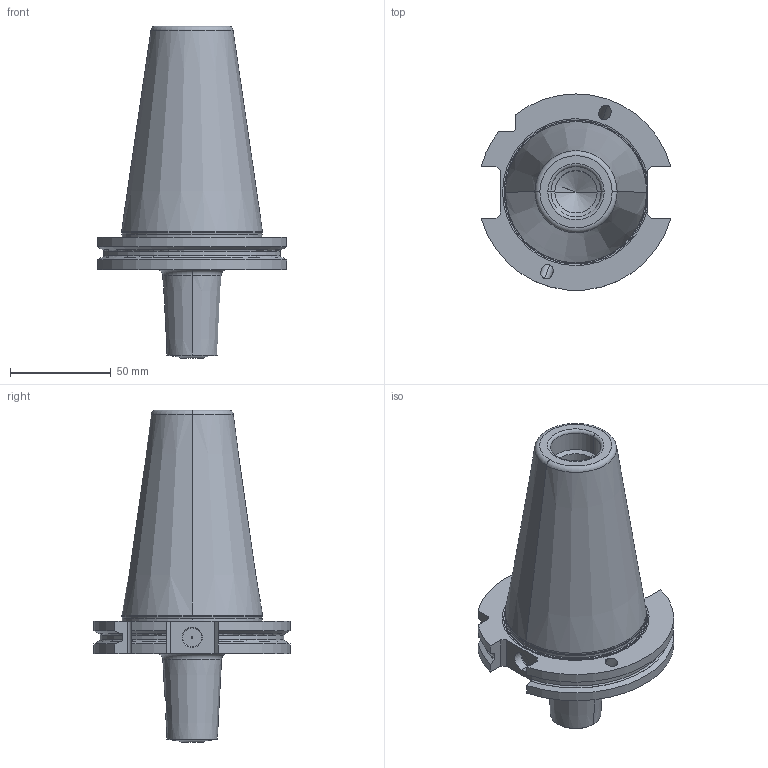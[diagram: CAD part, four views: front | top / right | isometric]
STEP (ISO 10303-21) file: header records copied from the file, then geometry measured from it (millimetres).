
FILE_DESCRIPTION((''),'2;1');
FILE_NAME('607225296-000-01-E43','2025-02-21T11:38:40',('muellerst1'),(''),'CREO PARAMETRIC BY PTC INC, 2021184','CREO PARAMETRIC BY PTC INC, 2021184','');
FILE_SCHEMA(('AP242_MANAGED_MODEL_BASED_3D_ENGINEERING_MIM_LF { 1 0 10303 442 1 1 4 }'));
Length unit declared in the file: millimetre
Products named in the file (1): 607225296-000-01-E43
Bounding box: 94.05 x 97.31 x 164.75 mm (x, y, z)
Volume: 362097.6 mm3; surface area: 46297.1 mm2
Topology: 1 solids, 2 shells, 202 faces, 468 edges, 278 vertices
Faces by surface type: cone 67, cylinder 60, plane 50, torus 25
Entity records: 9284 total; most frequent: CARTESIAN_POINT 2727, DIRECTION 993, ORIENTED_EDGE 924, PRESENTATION_STYLE_ASSIGNMENT 471, STYLED_ITEM 471, CURVE_STYLE 470, EDGE_CURVE 462, AXIS2_PLACEMENT_3D 401
